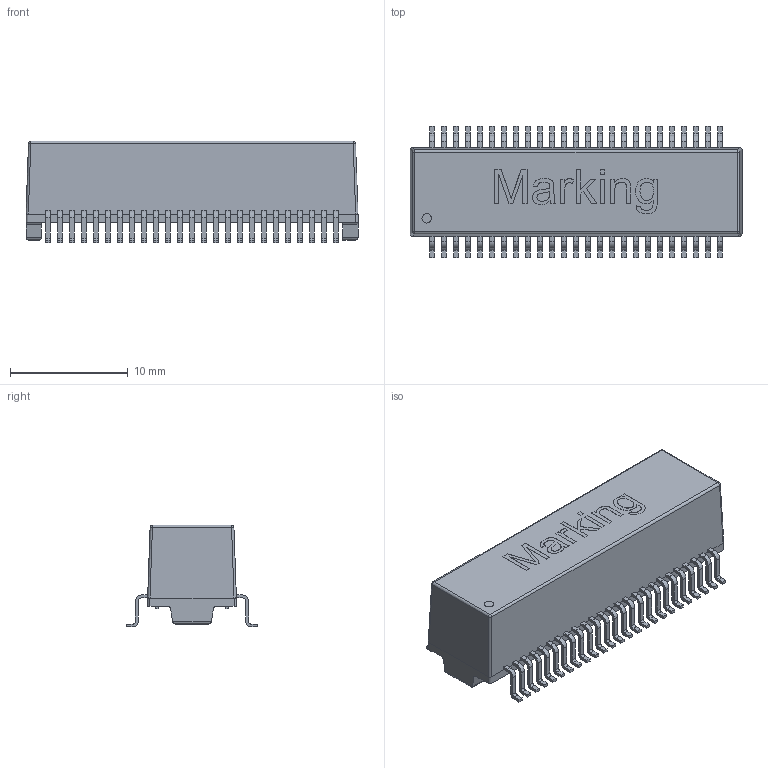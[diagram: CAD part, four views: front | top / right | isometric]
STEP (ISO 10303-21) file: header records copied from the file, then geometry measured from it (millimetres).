
FILE_DESCRIPTION( ( 'Unknown' ), '1' );
FILE_NAME( '749020022A.stp', 'Unknown', ( 'Unknown' ), ( 'Unknown' ), 'PSStep 18.0.17', 'Unknown', ' ' );
FILE_SCHEMA( ( 'AUTOMOTIVE_DESIGN { 1 0 10303 214 1 1 1 1 }' ) );
Length unit declared in the file: millimetre
Products named in the file (52): Assem1; Housing; Pins
Assembly tree (51 placements, depth 2):
  Assem1
    Housing
    Pins
    Pins
    Pins
    Pins
    Pins
    Pins
    Pins
    Pins
    Pins
    Pins
    Pins
    Pins
    Pins
    Pins
    Pins
    Pins
    Pins
    Pins
    Pins
    Pins
    Pins
    Pins
    Pins
    Pins
    Pins
    Pins
    Pins
    Pins
    Pins
    Pins
    Pins
    Pins
    Pins
    Pins
    Pins
    Pins
    Pins
    Pins
    Pins
    Pins
    Pins
    Pins
    Pins
    Pins
    Pins
    Pins
    Pins
    Pins
    Pins
    Pins
Bounding box: 28.2 x 11.16 x 8.66 mm (x, y, z)
Volume: 742.6 mm3; surface area: 1765.4 mm2
Topology: 51 solids, 51 shells, 1434 faces, 4101 edges, 2724 vertices
Faces by surface type: plane 983, cylinder 429, extrusion 16, sphere 6
Full cylindrical faces by diameter (mm): 0.8 x1
Entity records: 59734 total; most frequent: CARTESIAN_POINT 9234, ORIENTED_EDGE 8186, DIRECTION 7767, EDGE_CURVE 4093, VECTOR 3131, LINE 3115, VERTEX_POINT 2724, AXIS2_PLACEMENT_3D 2318
